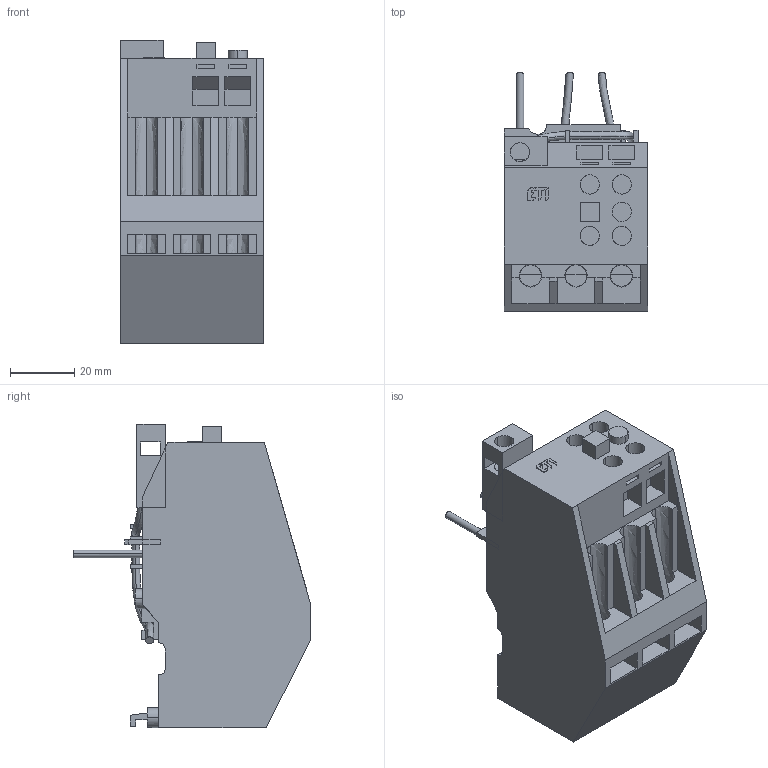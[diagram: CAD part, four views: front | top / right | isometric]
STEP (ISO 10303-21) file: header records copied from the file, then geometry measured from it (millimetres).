
FILE_DESCRIPTION(/* description */ (''),/* implementation_level */ '2;1');
FILE_NAME(/* name */ 'CES-RT0-0.4',/* time_stamp */ '2017-09-22T10:50:00+03:00',/* author */ (''),/* organization */ (''),/* preprocessor_version */ 'ST-DEVELOPER v15',/* originating_system */ '',/* authorisation */ '');
FILE_SCHEMA (('AUTOMOTIVE_DESIGN'));
Length unit declared in the file: millimetre
Products named in the file (1): Document
Bounding box: 44.6 x 74.05 x 94.6 mm (x, y, z)
Volume: 160569 mm3; surface area: 26794.5 mm2
Topology: 4 solids, 4 shells, 234 faces, 609 edges, 394 vertices
Faces by surface type: plane 184, bspline 50
Entity records: 8476 total; most frequent: CARTESIAN_POINT 4363, ORIENTED_EDGE 1220, EDGE_CURVE 610, B_SPLINE_CURVE_WITH_KNOTS 500, VERTEX_POINT 394, EDGE_LOOP 265, ADVANCED_FACE 234, FACE_OUTER_BOUND 234
